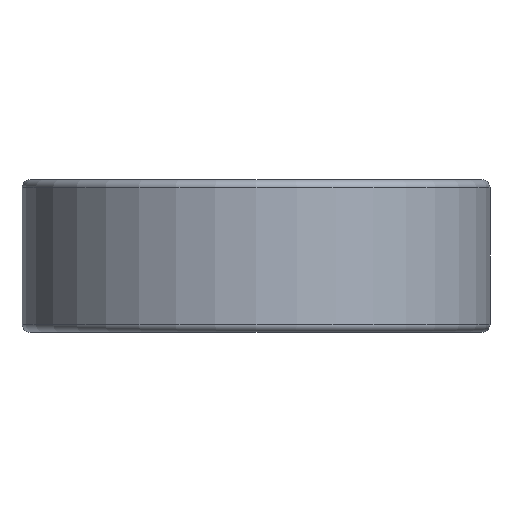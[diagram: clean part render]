
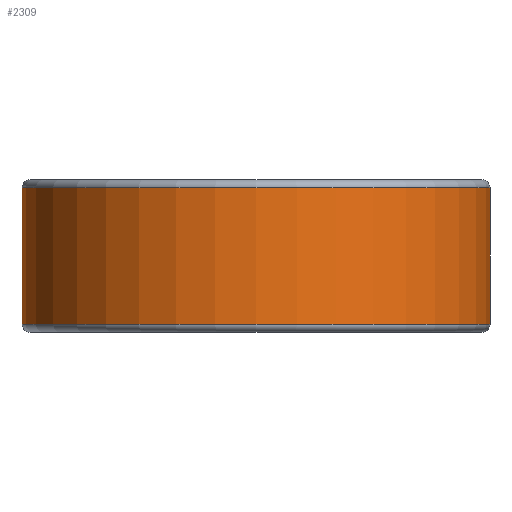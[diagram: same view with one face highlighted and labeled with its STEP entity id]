
A CAD part, front view. The second image highlights one B-rep face of the part: STEP entity #2309.
In plain terms, the highlighted cylindrical face has radius 21.819 mm (diameter 43.637 mm), a partial arc.
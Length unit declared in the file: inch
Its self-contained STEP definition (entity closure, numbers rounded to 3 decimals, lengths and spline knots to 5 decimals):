
#15 = CYLINDRICAL_SURFACE ( 'NONE', #1182, 0.859 ) ;
#87 = DIRECTION ( 'NONE',  ( 1., 0., 0. ) ) ;
#191 = DIRECTION ( 'NONE',  ( 1., 0., 0. ) ) ;
#222 = CIRCLE ( 'NONE', #959, 0.859 ) ;
#261 = DIRECTION ( 'NONE',  ( 0., 0., 1. ) ) ;
#307 = EDGE_CURVE ( 'NONE', #1616, #1177, #1513, .T. ) ;
#309 = FACE_OUTER_BOUND ( 'NONE', #1763, .T. ) ;
#335 = VERTEX_POINT ( 'NONE', #2293 ) ;
#350 = LINE ( 'NONE', #2613, #920 ) ;
#524 = AXIS2_PLACEMENT_3D ( 'NONE', #1663, #1643, #1462 ) ;
#608 = DIRECTION ( 'NONE',  ( 0., 0., 1. ) ) ;
#698 = EDGE_CURVE ( 'NONE', #335, #1177, #1486, .T. ) ;
#787 = EDGE_CURVE ( 'NONE', #1616, #1383, #350, .T. ) ;
#920 = VECTOR ( 'NONE', #1166, 39.37008 ) ;
#959 = AXIS2_PLACEMENT_3D ( 'NONE', #2577, #1330, #87 ) ;
#1166 = DIRECTION ( 'NONE',  ( 0., 0., -1. ) ) ;
#1177 = VERTEX_POINT ( 'NONE', #2562 ) ;
#1182 = AXIS2_PLACEMENT_3D ( 'NONE', #1843, #608, #191 ) ;
#1229 = ORIENTED_EDGE ( 'NONE', *, *, #787, .T. ) ;
#1330 = DIRECTION ( 'NONE',  ( 0., 0., 1. ) ) ;
#1383 = VERTEX_POINT ( 'NONE', #1388 ) ;
#1388 = CARTESIAN_POINT ( 'NONE',  ( -0.078, -2., -0.25 ) ) ;
#1438 = ORIENTED_EDGE ( 'NONE', *, *, #307, .F. ) ;
#1462 = DIRECTION ( 'NONE',  ( 1., 0., 0. ) ) ;
#1486 = LINE ( 'NONE', #1701, #2529 ) ;
#1513 = CIRCLE ( 'NONE', #524, 0.859 ) ;
#1522 = EDGE_CURVE ( 'NONE', #1383, #335, #222, .T. ) ;
#1531 = ORIENTED_EDGE ( 'NONE', *, *, #1522, .T. ) ;
#1616 = VERTEX_POINT ( 'NONE', #1991 ) ;
#1643 = DIRECTION ( 'NONE',  ( 0., 0., 1. ) ) ;
#1663 = CARTESIAN_POINT ( 'NONE',  ( 0.781, -2., 0.25 ) ) ;
#1701 = CARTESIAN_POINT ( 'NONE',  ( 1.64, -2., 0. ) ) ;
#1763 = EDGE_LOOP ( 'NONE', ( #1531, #1848, #1438, #1229 ) ) ;
#1843 = CARTESIAN_POINT ( 'NONE',  ( 0.781, -2., 0. ) ) ;
#1848 = ORIENTED_EDGE ( 'NONE', *, *, #698, .T. ) ;
#1991 = CARTESIAN_POINT ( 'NONE',  ( -0.078, -2., 0.25 ) ) ;
#2293 = CARTESIAN_POINT ( 'NONE',  ( 1.64, -2., -0.25 ) ) ;
#2309 = ADVANCED_FACE ( 'NONE', ( #309 ), #15, .T. ) ;
#2529 = VECTOR ( 'NONE', #261, 39.37008 ) ;
#2562 = CARTESIAN_POINT ( 'NONE',  ( 1.64, -2., 0.25 ) ) ;
#2577 = CARTESIAN_POINT ( 'NONE',  ( 0.781, -2., -0.25 ) ) ;
#2613 = CARTESIAN_POINT ( 'NONE',  ( -0.078, -2., 0.25 ) ) ;
